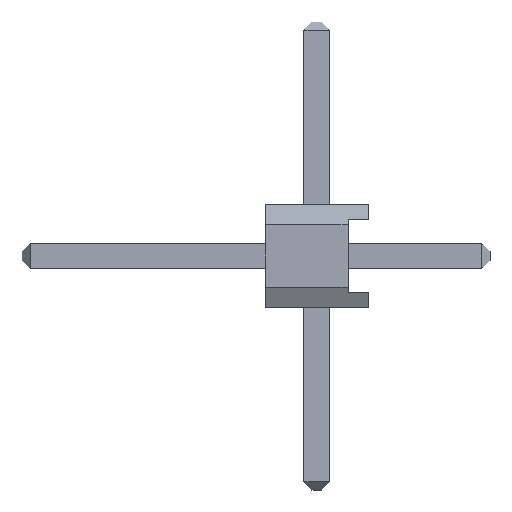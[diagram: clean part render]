
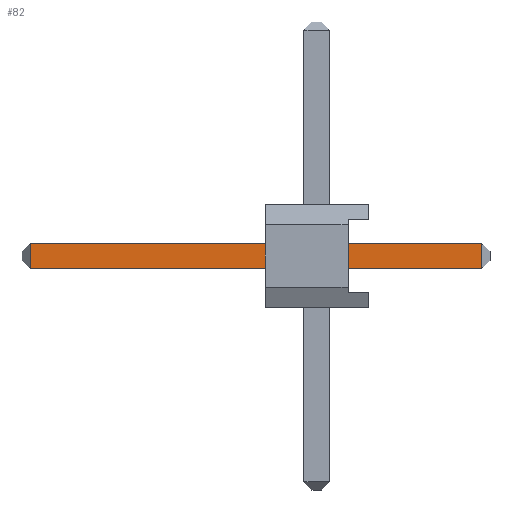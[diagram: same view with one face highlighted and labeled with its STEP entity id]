
A CAD part, left-side view. The second image highlights one B-rep face of the part: STEP entity #82.
In plain terms, the highlighted planar face has unit normal (-1, 0, 0).
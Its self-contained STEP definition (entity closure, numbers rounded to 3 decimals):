
#82 = ADVANCED_FACE( '', ( #178 ), #179, .F. );
#178 = FACE_OUTER_BOUND( '', #290, .T. );
#179 = PLANE( '', #291 );
#290 = EDGE_LOOP( '', ( #437, #438, #439, #440 ) );
#291 = AXIS2_PLACEMENT_3D( '', #441, #442, #443 );
#437 = ORIENTED_EDGE( '', *, *, #692, .T. );
#438 = ORIENTED_EDGE( '', *, *, #678, .T. );
#439 = ORIENTED_EDGE( '', *, *, #680, .F. );
#440 = ORIENTED_EDGE( '', *, *, #659, .T. );
#441 = CARTESIAN_POINT( '', ( -0.32, -0.32, 5.77 ) );
#442 = DIRECTION( '', ( 1., 0., 0. ) );
#443 = DIRECTION( '', ( 0., 0., -1. ) );
#659 = EDGE_CURVE( '', #768, #773, #775, .T. );
#678 = EDGE_CURVE( '', #801, #806, #808, .T. );
#680 = EDGE_CURVE( '', #768, #806, #810, .T. );
#692 = EDGE_CURVE( '', #773, #801, #830, .T. );
#768 = VERTEX_POINT( '', #928 );
#773 = VERTEX_POINT( '', #935 );
#775 = LINE( '', #938, #939 );
#801 = VERTEX_POINT( '', #976 );
#806 = VERTEX_POINT( '', #983 );
#808 = LINE( '', #986, #987 );
#810 = LINE( '', #989, #990 );
#830 = LINE( '', #1019, #1020 );
#928 = CARTESIAN_POINT( '', ( -0.32, -0.32, 5.57 ) );
#935 = CARTESIAN_POINT( '', ( -0.32, 0.32, 5.57 ) );
#938 = CARTESIAN_POINT( '', ( -0.32, -0.32, 5.57 ) );
#939 = VECTOR( '', #1153, 1000. );
#976 = CARTESIAN_POINT( '', ( -0.32, 0.32, -5.57 ) );
#983 = CARTESIAN_POINT( '', ( -0.32, -0.32, -5.57 ) );
#986 = CARTESIAN_POINT( '', ( -0.32, -0.32, -5.57 ) );
#987 = VECTOR( '', #1168, 1000. );
#989 = CARTESIAN_POINT( '', ( -0.32, -0.32, 5.77 ) );
#990 = VECTOR( '', #1169, 1000. );
#1019 = CARTESIAN_POINT( '', ( -0.32, 0.32, 5.77 ) );
#1020 = VECTOR( '', #1179, 1000. );
#1153 = DIRECTION( '', ( 0., 1., 0. ) );
#1168 = DIRECTION( '', ( 0., -1., 0. ) );
#1169 = DIRECTION( '', ( 0., 0., -1. ) );
#1179 = DIRECTION( '', ( 0., 0., -1. ) );
